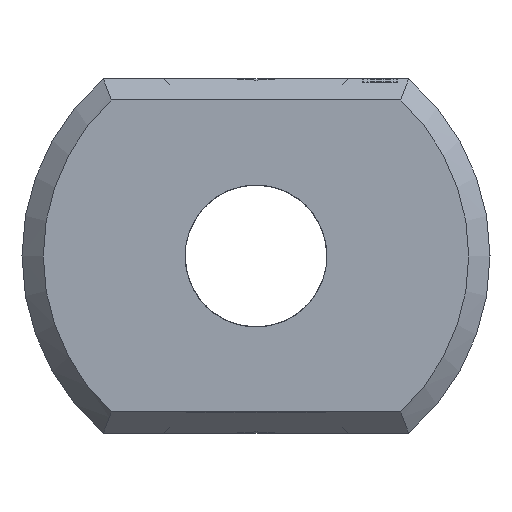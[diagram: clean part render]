
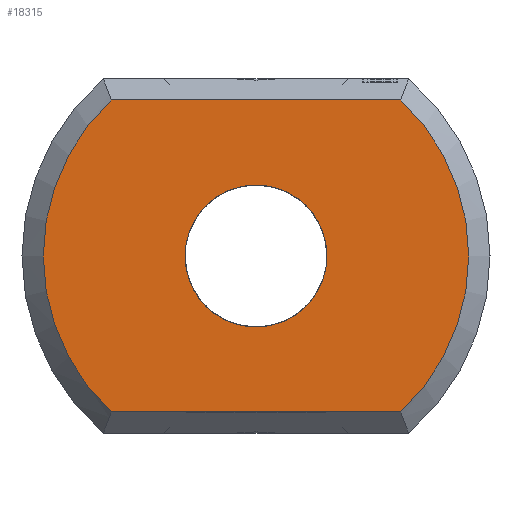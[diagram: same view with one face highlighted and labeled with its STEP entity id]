
A CAD part, left-side view. The second image highlights one B-rep face of the part: STEP entity #18315.
In plain terms, the highlighted planar face has unit normal (-1, 0, 0).
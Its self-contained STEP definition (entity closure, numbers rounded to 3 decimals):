
#4497 = VERTEX_POINT('',#4498);
#4498 = CARTESIAN_POINT('',(0.,-2.04,2.2));
#4507 = VERTEX_POINT('',#4508);
#4508 = CARTESIAN_POINT('',(0.,-2.04,-2.2));
#4515 = EDGE_CURVE('',#4497,#4507,#4516,.T.);
#4516 = CIRCLE('',#4517,3.);
#4517 = AXIS2_PLACEMENT_3D('',#4518,#4519,#4520);
#4518 = CARTESIAN_POINT('',(0.,0.,0.));
#4519 = DIRECTION('',(1.,0.,0.));
#4520 = DIRECTION('',(0.,-0.653,0.758)
  );
#5848 = VERTEX_POINT('',#5849);
#5849 = CARTESIAN_POINT('',(0.,2.04,2.2));
#5856 = EDGE_CURVE('',#4497,#5848,#5857,.T.);
#5857 = LINE('',#5858,#5859);
#5858 = CARTESIAN_POINT('',(0.,-2.154,2.2));
#5859 = VECTOR('',#5860,1.);
#5860 = DIRECTION('',(0.,1.,0.));
#18315 = ADVANCED_FACE('',(#18316,#18335),#18346,.F.);
#18316 = FACE_BOUND('',#18317,.F.);
#18317 = EDGE_LOOP('',(#18318,#18327,#18328,#18329));
#18318 = ORIENTED_EDGE('',*,*,#18319,.T.);
#18319 = EDGE_CURVE('',#18320,#5848,#18322,.T.);
#18320 = VERTEX_POINT('',#18321);
#18321 = CARTESIAN_POINT('',(0.,2.04,-2.2));
#18322 = CIRCLE('',#18323,3.);
#18323 = AXIS2_PLACEMENT_3D('',#18324,#18325,#18326);
#18324 = CARTESIAN_POINT('',(0.,0.,0.));
#18325 = DIRECTION('',(1.,0.,0.));
#18326 = DIRECTION('',(0.,0.653,-0.758)
  );
#18327 = ORIENTED_EDGE('',*,*,#5856,.F.);
#18328 = ORIENTED_EDGE('',*,*,#4515,.T.);
#18329 = ORIENTED_EDGE('',*,*,#18330,.T.);
#18330 = EDGE_CURVE('',#4507,#18320,#18331,.T.);
#18331 = LINE('',#18332,#18333);
#18332 = CARTESIAN_POINT('',(0.,-2.154,-2.2));
#18333 = VECTOR('',#18334,1.);
#18334 = DIRECTION('',(0.,1.,0.));
#18335 = FACE_BOUND('',#18336,.T.);
#18336 = EDGE_LOOP('',(#18337));
#18337 = ORIENTED_EDGE('',*,*,#18338,.T.);
#18338 = EDGE_CURVE('',#18339,#18339,#18341,.T.);
#18339 = VERTEX_POINT('',#18340);
#18340 = CARTESIAN_POINT('',(0.,1.,0.)
  );
#18341 = CIRCLE('',#18342,1.);
#18342 = AXIS2_PLACEMENT_3D('',#18343,#18344,#18345);
#18343 = CARTESIAN_POINT('',(0.,0.,0.));
#18344 = DIRECTION('',(1.,0.,0.));
#18345 = DIRECTION('',(0.,1.,0.));
#18346 = PLANE('',#18347);
#18347 = AXIS2_PLACEMENT_3D('',#18348,#18349,#18350);
#18348 = CARTESIAN_POINT('',(0.,0.,0.));
#18349 = DIRECTION('',(1.,0.,0.));
#18350 = DIRECTION('',(0.,0.,1.));
